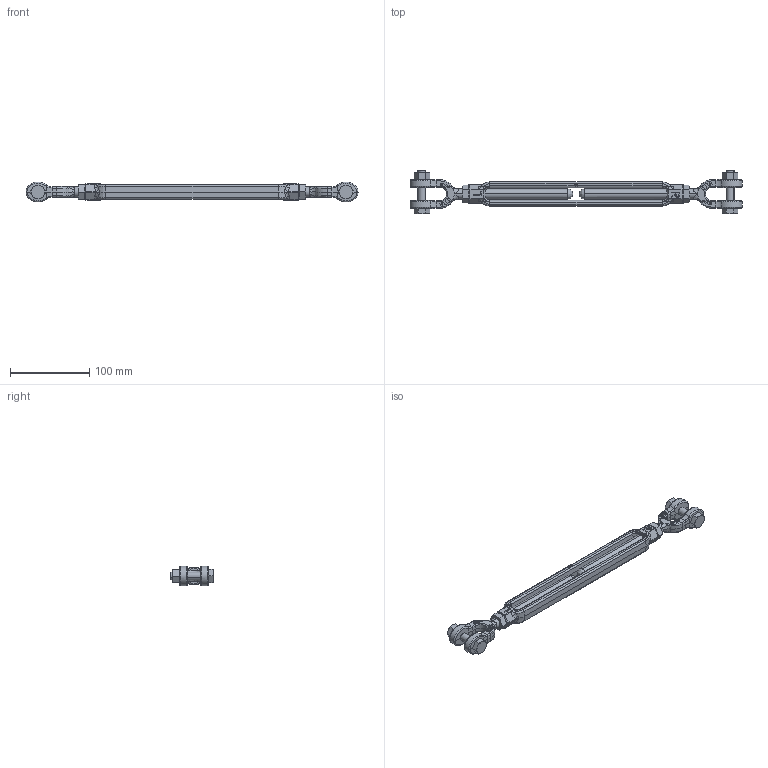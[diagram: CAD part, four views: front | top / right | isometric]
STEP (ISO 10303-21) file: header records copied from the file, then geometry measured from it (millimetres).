
FILE_DESCRIPTION(('STEP AP203'),'1');
FILE_NAME('SSGPGG1209.stp','2014-03-28T16:20:37',('TraceParts'),('TraceParts S.A.'),'XStep 1.0',' ',' ');
FILE_SCHEMA(('CONFIG_CONTROL_DESIGN'));
Length unit declared in the file: millimetre
Products named in the file (22): 1; 2; 3; 4; 5; 6; 7; 8; 9; 10; 11; 12; 13; 14; 15; 16; 17; 18; 19; 20; 21; 22
Bounding box: 418 x 55 x 25 mm (x, y, z)
Volume: 156011.6 mm3; surface area: 61574 mm2
Topology: 22 solids, 22 shells, 849 faces, 2084 edges, 1259 vertices
Faces by surface type: plane 326, bspline 245, cylinder 154, cone 124
Entity records: 38526 total; most frequent: CARTESIAN_POINT 19651, ORIENTED_EDGE 4120, DIRECTION 3188, EDGE_CURVE 2060, VERTEX_POINT 1257, AXIS2_PLACEMENT_3D 1118, LINE 952, VECTOR 952
